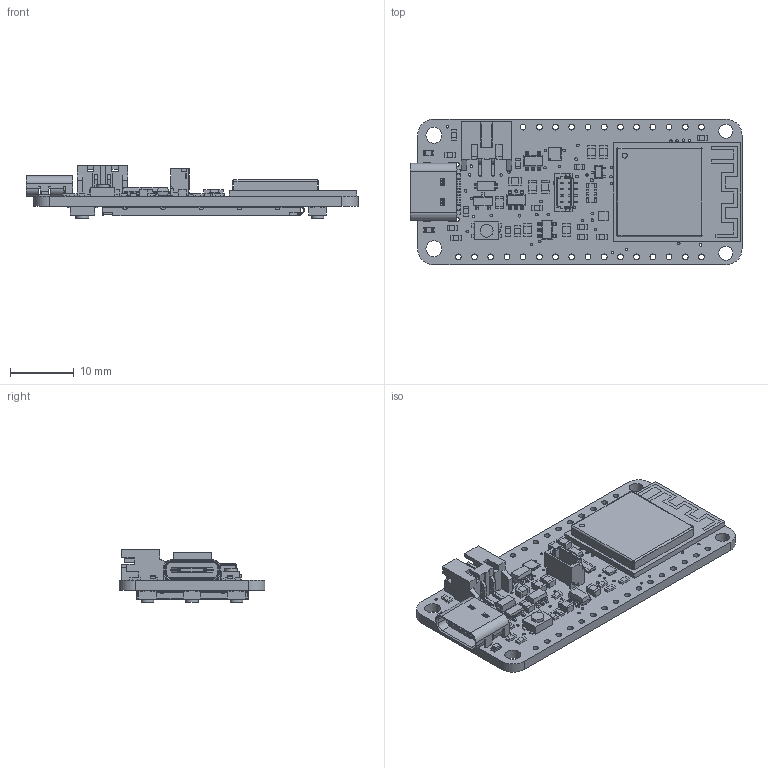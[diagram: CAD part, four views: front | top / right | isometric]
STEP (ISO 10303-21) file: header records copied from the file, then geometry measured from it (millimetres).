
FILE_DESCRIPTION(/* description */ (''),/* implementation_level */ '2;1');
FILE_NAME(/* name */ 'PCB Component.step',/* time_stamp */ '2024-02-23T11:53:39-05:00',/* author */ (''),/* organization */ (''),/* preprocessor_version */ 'ST-DEVELOPER v20',/* originating_system */ 'Autodesk Translation Framework v12.20.1.177',/* authorisation */ '');
FILE_SCHEMA (('AUTOMOTIVE_DESIGN { 1 0 10303 214 3 1 1 }'));
Products named in the file (19): PCB Component; Board; 10uF; RT9080/AP2112-3.3; MBR540; JSTPH; MCP73831T-2ACI/OT; RED; 1uF; KMR2; DMG3415U; USB C; ESP32-S3-MINI-1; STEMMA_I2C_QTRA; WS2812B_SK6805_1515; DISP_LCD_GENERIC_SPI_1.14IN_240X135_WRAPUNDER; BSS138; 10K Pack; MAX17048/T
Assembly tree (44 placements, depth 2):
  PCB Component
    Board
    10uF  x8
    RT9080/AP2112-3.3  x2
    MBR540
    JSTPH
    MCP73831T-2ACI/OT
    RED  x2
    1uF  x14
    KMR2  x5
    DMG3415U
    USB C
    ESP32-S3-MINI-1
    STEMMA_I2C_QTRA
    WS2812B_SK6805_1515
    DISP_LCD_GENERIC_SPI_1.14IN_240X135_WRAPUNDER
    BSS138
    10K Pack
    MAX17048/T
Bounding box: 52.01 x 22.86 x 8.27 mm (x, y, z)
Volume: 3064.1 mm3; surface area: 7657 mm2
Topology: 186 solids, 186 shells, 3258 faces, 8171 edges, 5372 vertices
Faces by surface type: plane 2724, cylinder 502, bspline 10, torus 10, sphere 6, cone 6
Full cylindrical faces by diameter (mm): 0.15 x1, 0.394 x93, 0.483 x3, 0.5 x2, 0.65 x2, 0.762 x4, 0.8 x2, 0.9 x28, 1 x4, 2 x5, 2.2 x2, 2.5 x2
Entity records: 82811 total; most frequent: CARTESIAN_POINT 14250, ORIENTED_EDGE 13658, DIRECTION 13321, EDGE_CURVE 6829, LINE 5843, VECTOR 5843, VERTEX_POINT 4486, AXIS2_PLACEMENT_3D 3739
